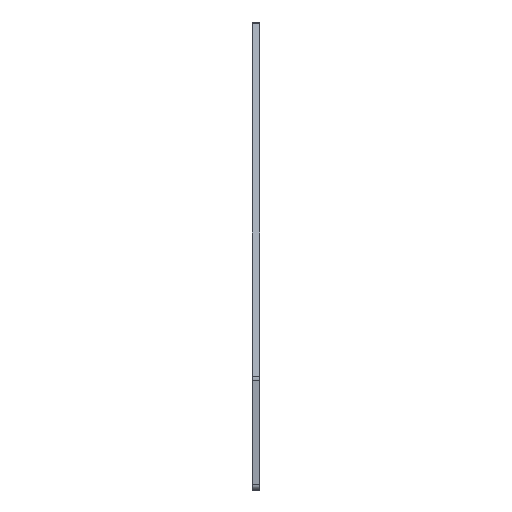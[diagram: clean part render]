
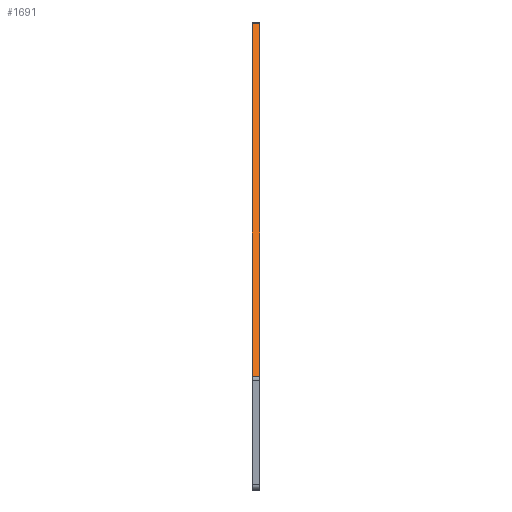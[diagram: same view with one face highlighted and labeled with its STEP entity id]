
A CAD part, left-side view. The second image highlights one B-rep face of the part: STEP entity #1691.
In plain terms, the highlighted planar face has unit normal (-0.707, 0, 0.707).
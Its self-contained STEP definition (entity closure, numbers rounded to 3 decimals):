
#20 = LINE ( 'NONE', #1973, #1953 ) ;
#33 = DIRECTION ( 'NONE',  ( 0., -1., 0. ) ) ;
#119 = VECTOR ( 'NONE', #1916, 1000. ) ;
#194 = DIRECTION ( 'NONE',  ( -0.707, 0., -0.707 ) ) ;
#239 = DIRECTION ( 'NONE',  ( -0.707, 0., -0.707 ) ) ;
#282 = EDGE_LOOP ( 'NONE', ( #1082, #1962, #2108, #2086 ) ) ;
#320 = VERTEX_POINT ( 'NONE', #1592 ) ;
#412 = CARTESIAN_POINT ( 'NONE',  ( -21.672, 0., 155.5 ) ) ;
#466 = VECTOR ( 'NONE', #239, 1000. ) ;
#501 = VECTOR ( 'NONE', #33, 1000. ) ;
#553 = DIRECTION ( 'NONE',  ( -0.707, 0., 0.707 ) ) ;
#570 = VERTEX_POINT ( 'NONE', #1501 ) ;
#823 = CARTESIAN_POINT ( 'NONE',  ( -22.257, 3., 154.914 ) ) ;
#858 = FACE_OUTER_BOUND ( 'NONE', #282, .T. ) ;
#885 = EDGE_CURVE ( 'NONE', #320, #570, #1858, .T. ) ;
#991 = EDGE_CURVE ( 'NONE', #1259, #320, #1524, .T. ) ;
#1082 = ORIENTED_EDGE ( 'NONE', *, *, #1706, .T. ) ;
#1157 = VERTEX_POINT ( 'NONE', #1420 ) ;
#1224 = DIRECTION ( 'NONE',  ( -0.707, 0., -0.707 ) ) ;
#1259 = VERTEX_POINT ( 'NONE', #823 ) ;
#1261 = CARTESIAN_POINT ( 'NONE',  ( -154.914, 0., 22.257 ) ) ;
#1320 = EDGE_CURVE ( 'NONE', #570, #1157, #1484, .T. ) ;
#1323 = CARTESIAN_POINT ( 'NONE',  ( -21.672, 0., 155.5 ) ) ;
#1420 = CARTESIAN_POINT ( 'NONE',  ( -154.914, 3., 22.257 ) ) ;
#1484 = LINE ( 'NONE', #1261, #119 ) ;
#1500 = CARTESIAN_POINT ( 'NONE',  ( -22.257, 0., 154.914 ) ) ;
#1501 = CARTESIAN_POINT ( 'NONE',  ( -154.914, 0., 22.257 ) ) ;
#1515 = PLANE ( 'NONE',  #1984 ) ;
#1524 = LINE ( 'NONE', #1500, #501 ) ;
#1592 = CARTESIAN_POINT ( 'NONE',  ( -22.257, 0., 154.914 ) ) ;
#1691 = ADVANCED_FACE ( 'NONE', ( #858 ), #1515, .T. ) ;
#1706 = EDGE_CURVE ( 'NONE', #1259, #1157, #20, .T. ) ;
#1858 = LINE ( 'NONE', #412, #466 ) ;
#1916 = DIRECTION ( 'NONE',  ( 0., 1., 0. ) ) ;
#1953 = VECTOR ( 'NONE', #194, 1000. ) ;
#1962 = ORIENTED_EDGE ( 'NONE', *, *, #1320, .F. ) ;
#1973 = CARTESIAN_POINT ( 'NONE',  ( -21.672, 3., 155.5 ) ) ;
#1984 = AXIS2_PLACEMENT_3D ( 'NONE', #1323, #553, #1224 ) ;
#2086 = ORIENTED_EDGE ( 'NONE', *, *, #991, .F. ) ;
#2108 = ORIENTED_EDGE ( 'NONE', *, *, #885, .F. ) ;
